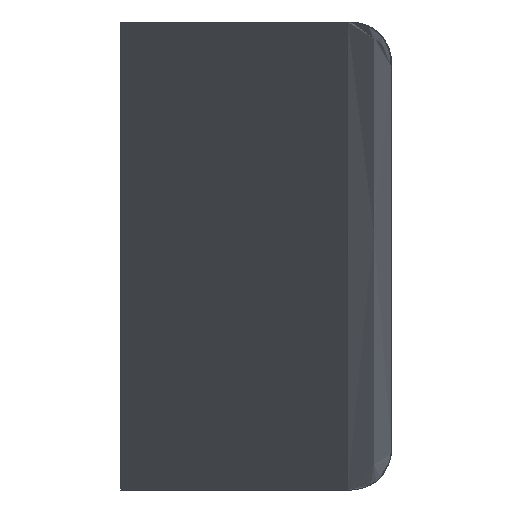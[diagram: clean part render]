
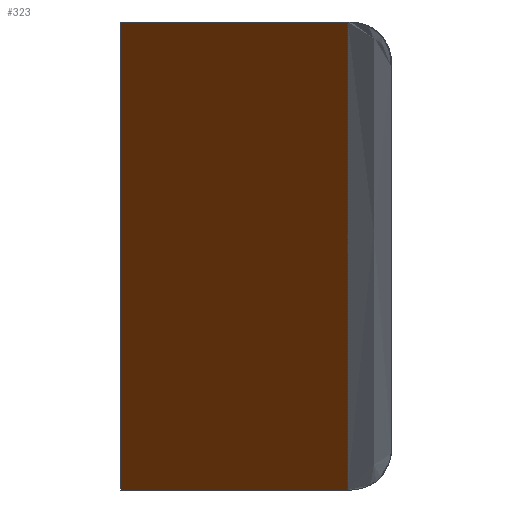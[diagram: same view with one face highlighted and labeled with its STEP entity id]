
A CAD part, front view. The second image highlights one B-rep face of the part: STEP entity #323.
In plain terms, the highlighted free-form (B-spline) face has degree [5, 1] with [9, 2] control points.
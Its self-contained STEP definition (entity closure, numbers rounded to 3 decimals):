
#255=CARTESIAN_POINT('Control Point',(-40.,-1953.72,-1847.053)) ;
#256=CARTESIAN_POINT('Control Point',(-8.,-1953.72,-1847.053)) ;
#257=CARTESIAN_POINT('Control Point',(-40.,-1881.897,-1923.024)) ;
#258=CARTESIAN_POINT('Control Point',(-8.,-1881.897,-1923.024)) ;
#259=CARTESIAN_POINT('Control Point',(-40.,-1806.399,-1995.491)) ;
#260=CARTESIAN_POINT('Control Point',(-8.,-1806.399,-1995.491)) ;
#261=CARTESIAN_POINT('Control Point',(-40.,-1727.378,-2064.269)) ;
#262=CARTESIAN_POINT('Control Point',(-8.,-1727.378,-2064.269)) ;
#263=CARTESIAN_POINT('Control Point',(-40.,-1592.859,-2170.32)) ;
#264=CARTESIAN_POINT('Control Point',(-8.,-1592.859,-2170.32)) ;
#265=CARTESIAN_POINT('Control Point',(-40.,-1450.45,-2265.27)) ;
#266=CARTESIAN_POINT('Control Point',(-8.,-1450.45,-2265.27)) ;
#267=CARTESIAN_POINT('Control Point',(-40.,-1393.949,-2300.46)) ;
#268=CARTESIAN_POINT('Control Point',(-8.,-1393.949,-2300.46)) ;
#269=CARTESIAN_POINT('Control Point',(-40.,-1336.385,-2333.889)) ;
#270=CARTESIAN_POINT('Control Point',(-8.,-1336.385,-2333.889)) ;
#271=CARTESIAN_POINT('Control Point',(-40.,-1277.828,-2365.541)) ;
#272=CARTESIAN_POINT('Control Point',(-8.,-1277.828,-2365.541)) ;
#274=CARTESIAN_POINT('Control Point',(-40.,-1553.741,-2194.2)) ;
#275=CARTESIAN_POINT('Control Point',(-8.,-1553.741,-2194.2)) ;
#276=CARTESIAN_POINT('Vertex',(-40.,-1553.741,-2194.2)) ;
#278=CARTESIAN_POINT('Vertex',(-8.,-1553.741,-2194.2)) ;
#282=CARTESIAN_POINT('Control Point',(-40.,-1556.444,-2192.284)) ;
#283=CARTESIAN_POINT('Control Point',(-40.,-1555.904,-2192.667)) ;
#284=CARTESIAN_POINT('Control Point',(-40.,-1555.363,-2193.051)) ;
#285=CARTESIAN_POINT('Control Point',(-40.,-1554.823,-2193.434)) ;
#286=CARTESIAN_POINT('Control Point',(-40.,-1554.282,-2193.817)) ;
#287=CARTESIAN_POINT('Control Point',(-40.,-1553.741,-2194.2)) ;
#288=CARTESIAN_POINT('Vertex',(-40.,-1556.444,-2192.284)) ;
#292=CARTESIAN_POINT('Control Point',(-40.,-1556.444,-2192.284)) ;
#293=CARTESIAN_POINT('Control Point',(-39.999,-1585.714,-2171.504)) ;
#294=CARTESIAN_POINT('Control Point',(-39.998,-1614.568,-2150.137)) ;
#295=CARTESIAN_POINT('Control Point',(-39.996,-1642.983,-2128.2)) ;
#296=CARTESIAN_POINT('Vertex',(-39.996,-1642.983,-2128.2)) ;
#300=CARTESIAN_POINT('Control Point',(-40.,-1642.983,-2128.2)) ;
#301=CARTESIAN_POINT('Control Point',(-8.,-1642.983,-2128.2)) ;
#302=CARTESIAN_POINT('Vertex',(-8.,-1642.983,-2128.2)) ;
#306=CARTESIAN_POINT('Control Point',(-8.,-1642.983,-2128.2)) ;
#307=CARTESIAN_POINT('Control Point',(-8.,-1626.631,-2140.824)) ;
#308=CARTESIAN_POINT('Control Point',(-8.,-1610.158,-2153.29)) ;
#309=CARTESIAN_POINT('Control Point',(-8.,-1593.567,-2165.598)) ;
#310=CARTESIAN_POINT('Control Point',(-8.,-1575.609,-2178.653)) ;
#311=CARTESIAN_POINT('Control Point',(-8.,-1557.519,-2191.521)) ;
#312=CARTESIAN_POINT('Control Point',(-8.,-1556.261,-2192.415)) ;
#313=CARTESIAN_POINT('Control Point',(-8.,-1555.001,-2193.308)) ;
#314=CARTESIAN_POINT('Control Point',(-8.,-1553.741,-2194.2)) ;
#317=ORIENTED_EDGE('',*,*,#280,.F.) ;
#318=ORIENTED_EDGE('',*,*,#290,.F.) ;
#319=ORIENTED_EDGE('',*,*,#298,.T.) ;
#320=ORIENTED_EDGE('',*,*,#304,.T.) ;
#321=ORIENTED_EDGE('',*,*,#315,.T.) ;
#323=ADVANCED_FACE('STICK.2',(#322),#254,.F.) ;
#273=B_SPLINE_CURVE_WITH_KNOTS('',1,(#274,#275),.UNSPECIFIED.,.F.,.U.,(2,2),(-16.,16.),.UNSPECIFIED.) ;
#281=B_SPLINE_CURVE_WITH_KNOTS('',5,(#282,#283,#284,#285,#286,#287),.UNSPECIFIED.,.F.,.U.,(6,6),(540.791,544.191),.UNSPECIFIED.) ;
#291=B_SPLINE_CURVE_WITH_KNOTS('',3,(#292,#293,#294,#295),.UNSPECIFIED.,.F.,.U.,(4,4),(0.,154.282),.UNSPECIFIED.) ;
#299=B_SPLINE_CURVE_WITH_KNOTS('',1,(#300,#301),.UNSPECIFIED.,.F.,.U.,(2,2),(-16.,16.),.UNSPECIFIED.) ;
#305=B_SPLINE_CURVE_WITH_KNOTS('',5,(#306,#307,#308,#309,#310,#311,#312,#313,#314),.UNSPECIFIED.,.F.,.U.,(6,3,6),(430.311,536.271,544.191),.UNSPECIFIED.) ;
#254=B_SPLINE_SURFACE_WITH_KNOTS('',5,1,((#255,#256),(#257,#258),(#259,#260),(#261,#262),(#263,#264),(#265,#266),(#267,#268),(#269,#270),(#271,#272)),.UNSPECIFIED.,.F.,.F.,.U.,(6,3,6),(2,2),(0.,536.271,877.613),(-16.,16.),.UNSPECIFIED.) ;
#280=EDGE_CURVE('',#277,#279,#273,.T.) ;
#290=EDGE_CURVE('',#289,#277,#281,.T.) ;
#298=EDGE_CURVE('',#289,#297,#291,.T.) ;
#304=EDGE_CURVE('',#297,#303,#299,.T.) ;
#315=EDGE_CURVE('',#303,#279,#305,.T.) ;
#316=EDGE_LOOP('',(#317,#318,#319,#320,#321)) ;
#322=FACE_OUTER_BOUND('',#316,.T.) ;
#277=VERTEX_POINT('',#276) ;
#279=VERTEX_POINT('',#278) ;
#289=VERTEX_POINT('',#288) ;
#297=VERTEX_POINT('',#296) ;
#303=VERTEX_POINT('',#302) ;
